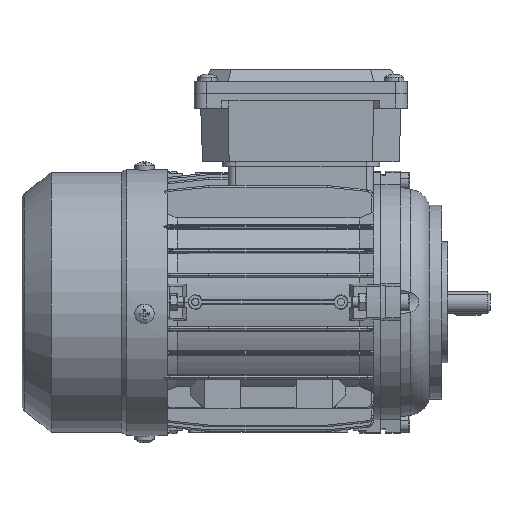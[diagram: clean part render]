
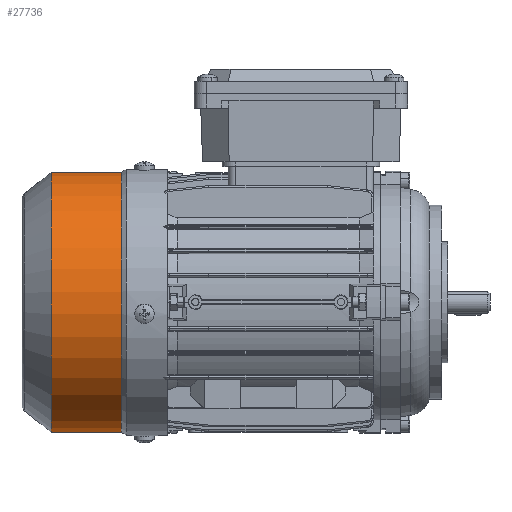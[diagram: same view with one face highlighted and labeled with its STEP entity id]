
A CAD part, top view. The second image highlights one B-rep face of the part: STEP entity #27736.
In plain terms, the highlighted cylindrical face has radius 53.8 mm (diameter 107.6 mm), a partial arc.
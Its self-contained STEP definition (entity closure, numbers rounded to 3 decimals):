
#27589 = EDGE_LOOP ( 'NONE', ( #27590, #27598, #27700, #27702 ) ) ;
#27590 = ORIENTED_EDGE ( 'NONE', *, *, #27591, .T. ) ;
#27591 = EDGE_CURVE ( 'NONE', #27593, #27595, #36208, .T. ) ;
#27593 = VERTEX_POINT ( 'NONE', #36198 ) ;
#27595 = VERTEX_POINT ( 'NONE', #36197 ) ;
#27598 = ORIENTED_EDGE ( 'NONE', *, *, #27697, .T. ) ;
#27623 = VERTEX_POINT ( 'NONE', #36402 ) ;
#27697 = EDGE_CURVE ( 'NONE', #27595, #27723, #36508, .T. ) ;
#27700 = ORIENTED_EDGE ( 'NONE', *, *, #27722, .F. ) ;
#27702 = ORIENTED_EDGE ( 'NONE', *, *, #27704, .F. ) ;
#27704 = EDGE_CURVE ( 'NONE', #27593, #27623, #36501, .T. ) ;
#27722 = EDGE_CURVE ( 'NONE', #27623, #27723, #36592, .T. ) ;
#27723 = VERTEX_POINT ( 'NONE', #36581 ) ;
#27736 = ADVANCED_FACE ( 'NONE', ( #36733 ), #36731, .T. ) ;
#36197 = CARTESIAN_POINT ( 'NONE',  ( 48., 0., -53.8 ) ) ;
#36198 = CARTESIAN_POINT ( 'NONE',  ( 48., 0., 53.8 ) ) ;
#36200 = DIRECTION ( 'NONE',  ( 0., 0., 1. ) ) ;
#36202 = DIRECTION ( 'NONE',  ( -1., 0., 0. ) ) ;
#36204 = CARTESIAN_POINT ( 'NONE',  ( 48., 0., 0. ) ) ;
#36206 = AXIS2_PLACEMENT_3D ( 'NONE', #36204, #36202, #36200 ) ;
#36208 = CIRCLE ( 'NONE', #36206, 53.8 ) ;
#36402 = CARTESIAN_POINT ( 'NONE',  ( 19., 0., 53.8 ) ) ;
#36494 = DIRECTION ( 'NONE',  ( -1., 0., 0. ) ) ;
#36495 = VECTOR ( 'NONE', #36494, 1000. ) ;
#36497 = CARTESIAN_POINT ( 'NONE',  ( 0., 0., 53.8 ) ) ;
#36501 = LINE ( 'NONE', #36497, #36495 ) ;
#36504 = DIRECTION ( 'NONE',  ( -1., 0., 0. ) ) ;
#36505 = VECTOR ( 'NONE', #36504, 1000. ) ;
#36506 = CARTESIAN_POINT ( 'NONE',  ( 0., 0., -53.8 ) ) ;
#36508 = LINE ( 'NONE', #36506, #36505 ) ;
#36581 = CARTESIAN_POINT ( 'NONE',  ( 19., 0., -53.8 ) ) ;
#36584 = DIRECTION ( 'NONE',  ( 0., 0., 1. ) ) ;
#36586 = DIRECTION ( 'NONE',  ( -1., 0., 0. ) ) ;
#36588 = CARTESIAN_POINT ( 'NONE',  ( 19., 0., 0. ) ) ;
#36590 = AXIS2_PLACEMENT_3D ( 'NONE', #36588, #36586, #36584 ) ;
#36592 = CIRCLE ( 'NONE', #36590, 53.8 ) ;
#36719 = DIRECTION ( 'NONE',  ( 0., 0., 1. ) ) ;
#36721 = DIRECTION ( 'NONE',  ( -1., 0., 0. ) ) ;
#36722 = AXIS2_PLACEMENT_3D ( 'NONE', #36729, #36721, #36719 ) ;
#36729 = CARTESIAN_POINT ( 'NONE',  ( 0., 0., 0. ) ) ;
#36731 = CYLINDRICAL_SURFACE ( 'NONE', #36722, 53.8 ) ;
#36733 = FACE_OUTER_BOUND ( 'NONE', #27589, .T. ) ;
